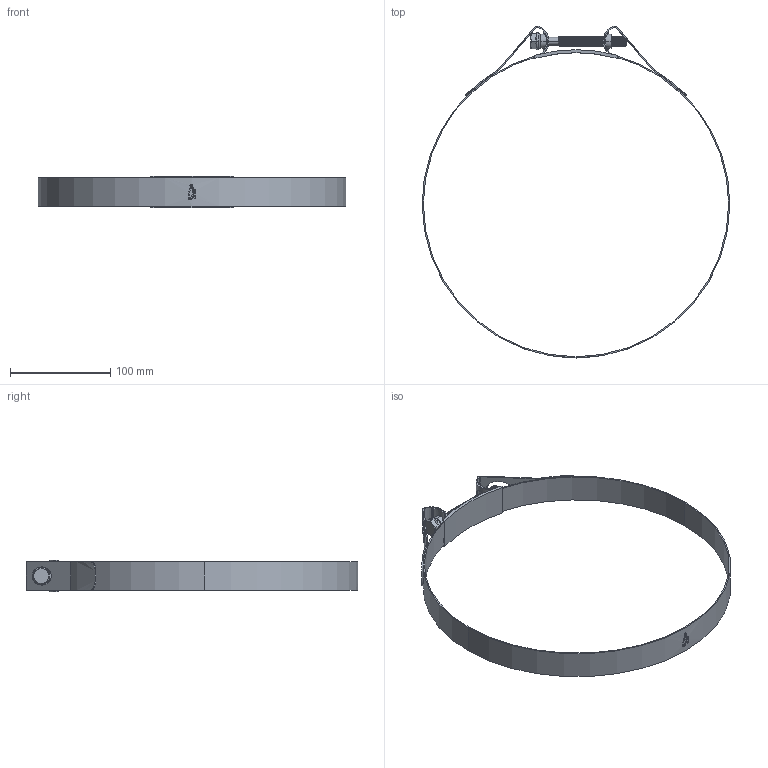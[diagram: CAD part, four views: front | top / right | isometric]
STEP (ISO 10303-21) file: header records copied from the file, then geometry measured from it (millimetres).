
FILE_DESCRIPTION (( 'STEP AP214' ), '1' );
FILE_NAME ('BBC-291-SUPRA-W4.step', '2025-06-05T14:59:14', ( '' ), ( '' ), 'SwSTEP 2.0', 'SolidWorks 2025', '' );
FILE_SCHEMA (( 'AUTOMOTIVE_DESIGN' ));
Length unit declared in the file: millimetre
Products named in the file (1): BBC-291-SUPRA-W4
Bounding box: 306.4 x 330.6 x 31 mm (x, y, z)
Volume: 50057.9 mm3; surface area: 79041.2 mm2
Topology: 5 solids, 5 shells, 380 faces, 1044 edges, 682 vertices
Faces by surface type: cylinder 244, bspline 58, plane 50, cone 28
Entity records: 38932 total; most frequent: CARTESIAN_POINT 30629, ORIENTED_EDGE 2088, DIRECTION 1266, EDGE_CURVE 1044, VERTEX_POINT 682, AXIS2_PLACEMENT_3D 446, EDGE_LOOP 400, FACE_OUTER_BOUND 380
